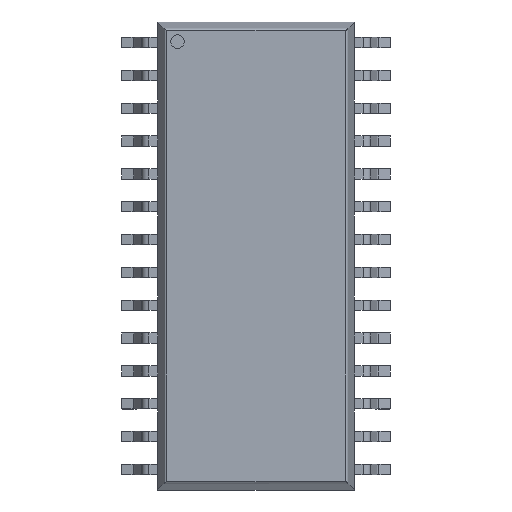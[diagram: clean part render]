
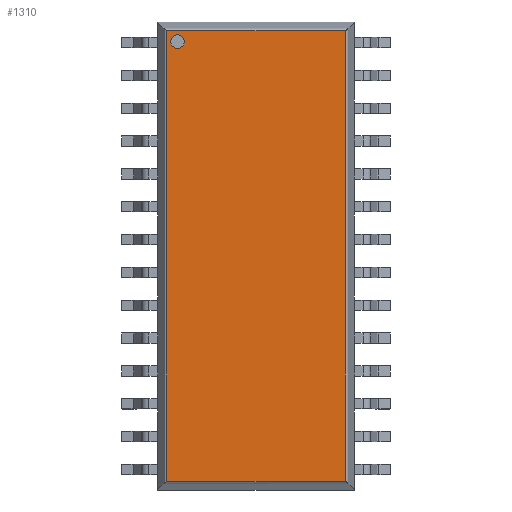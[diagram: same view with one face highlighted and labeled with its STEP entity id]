
A CAD part, top view. The second image highlights one B-rep face of the part: STEP entity #1310.
In plain terms, the highlighted planar face has unit normal (0, 0, 1).
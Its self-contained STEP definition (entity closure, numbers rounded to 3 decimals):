
#1260=CARTESIAN_POINT('',(-3.037,8.024,2.82));
#1261=VERTEX_POINT('',#1260);
#1262=CARTESIAN_POINT('',(-3.037,8.287,2.82));
#1263=DIRECTION('',(0.0,-0.0,1.0));
#1264=DIRECTION('',(0.0,-1.0,-0.0));
#1265=AXIS2_PLACEMENT_3D('',#1262,#1263,#1264);
#1266=CIRCLE('',#1265,0.264);
#1267=EDGE_CURVE('n� 674',#1261,#1261,#1266,.T.);
#1268=ORIENTED_EDGE('',*,*,#1267,.F.);
#1269=EDGE_LOOP('',(#1268));
#1270=FACE_OUTER_BOUND('',#1269,.T.);
#1271=CARTESIAN_POINT('',(-3.457,8.707,2.82));
#1272=VERTEX_POINT('',#1271);
#1273=CARTESIAN_POINT('',(-3.457,-8.707,2.82));
#1274=VERTEX_POINT('',#1273);
#1275=CARTESIAN_POINT('',(-3.457,-8.787,2.82));
#1276=DIRECTION('',(0.0,-1.0,-0.0));
#1277=VECTOR('',#1276,1.0);
#1278=LINE('',#1275,#1277);
#1279=EDGE_CURVE('n� 467',#1272,#1274,#1278,.T.);
#1280=ORIENTED_EDGE('',*,*,#1279,.T.);
#1281=CARTESIAN_POINT('',(3.457,-8.707,2.82));
#1282=VERTEX_POINT('',#1281);
#1283=CARTESIAN_POINT('',(3.537,-8.707,2.82));
#1284=DIRECTION('',(1.0,0.0,0.0));
#1285=VECTOR('',#1284,1.0);
#1286=LINE('',#1283,#1285);
#1287=EDGE_CURVE('n� 470',#1274,#1282,#1286,.T.);
#1288=ORIENTED_EDGE('',*,*,#1287,.T.);
#1289=CARTESIAN_POINT('',(3.457,8.707,2.82));
#1290=VERTEX_POINT('',#1289);
#1291=CARTESIAN_POINT('',(3.457,8.787,2.82));
#1292=DIRECTION('',(-0.0,1.0,0.0));
#1293=VECTOR('',#1292,1.0);
#1294=LINE('',#1291,#1293);
#1295=EDGE_CURVE('n� 459',#1282,#1290,#1294,.T.);
#1296=ORIENTED_EDGE('',*,*,#1295,.T.);
#1297=CARTESIAN_POINT('',(-3.537,8.707,2.82));
#1298=DIRECTION('',(-1.0,-0.0,0.0));
#1299=VECTOR('',#1298,1.0);
#1300=LINE('',#1297,#1299);
#1301=EDGE_CURVE('n� 463',#1290,#1272,#1300,.T.);
#1302=ORIENTED_EDGE('',*,*,#1301,.T.);
#1303=EDGE_LOOP('',(#1280,#1288,#1296,#1302));
#1304=FACE_BOUND('',#1303,.T.);
#1305=CARTESIAN_POINT('',(-3.8,9.05,2.82));
#1306=DIRECTION('',(0.0,0.0,-1.0));
#1307=DIRECTION('',(0.0,1.0,0.0));
#1308=AXIS2_PLACEMENT_3D('',#1305,#1306,#1307);
#1309=PLANE('',#1308);
#1310=ADVANCED_FACE('n� 1',(#1270,#1304),#1309,.F.);
